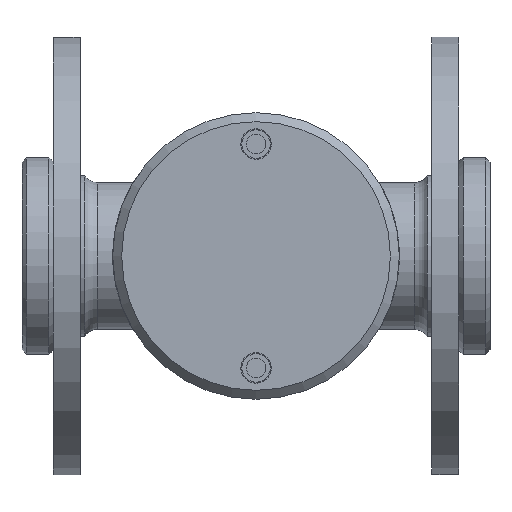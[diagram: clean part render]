
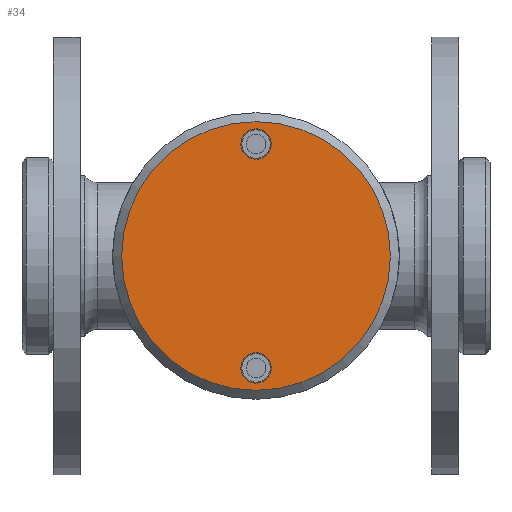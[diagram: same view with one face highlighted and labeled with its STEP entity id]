
A CAD part, front view. The second image highlights one B-rep face of the part: STEP entity #34.
In plain terms, the highlighted planar face has unit normal (0, -1, 0).
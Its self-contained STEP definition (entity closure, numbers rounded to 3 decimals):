
#34 = ADVANCED_FACE ( 'NONE', ( #2081, #65, #974 ), #2728, .F. ) ;
#65 = FACE_BOUND ( 'NONE', #2267, .T. ) ;
#78 = EDGE_LOOP ( 'NONE', ( #747 ) ) ;
#159 = EDGE_LOOP ( 'NONE', ( #855 ) ) ;
#247 = CARTESIAN_POINT ( 'NONE',  ( 0., 0., 0. ) ) ;
#657 = AXIS2_PLACEMENT_3D ( 'NONE', #1079, #832, #2389 ) ;
#682 = CARTESIAN_POINT ( 'NONE',  ( 0., 0., 30. ) ) ;
#747 = ORIENTED_EDGE ( 'NONE', *, *, #1419, .T. ) ;
#832 = DIRECTION ( 'NONE',  ( 0., -1., 0. ) ) ;
#855 = ORIENTED_EDGE ( 'NONE', *, *, #1037, .F. ) ;
#959 = DIRECTION ( 'NONE',  ( 0., 1., 0. ) ) ;
#968 = AXIS2_PLACEMENT_3D ( 'NONE', #1901, #1019, #2786 ) ;
#974 = FACE_BOUND ( 'NONE', #159, .T. ) ;
#1019 = DIRECTION ( 'NONE',  ( 0., -1., 0. ) ) ;
#1037 = EDGE_CURVE ( 'NONE', #1392, #1392, #2167, .T. ) ;
#1079 = CARTESIAN_POINT ( 'NONE',  ( 0., 0., 0. ) ) ;
#1145 = VERTEX_POINT ( 'NONE', #2030 ) ;
#1169 = CARTESIAN_POINT ( 'NONE',  ( 0., 0., -28.175 ) ) ;
#1341 = AXIS2_PLACEMENT_3D ( 'NONE', #247, #959, #1621 ) ;
#1392 = VERTEX_POINT ( 'NONE', #1169 ) ;
#1419 = EDGE_CURVE ( 'NONE', #2245, #2245, #2247, .T. ) ;
#1480 = CIRCLE ( 'NONE', #2211, 3.175 ) ;
#1621 = DIRECTION ( 'NONE',  ( 0., 0., 1. ) ) ;
#1650 = DIRECTION ( 'NONE',  ( 0., 0., -1. ) ) ;
#1792 = EDGE_CURVE ( 'NONE', #1145, #1145, #1480, .T. ) ;
#1901 = CARTESIAN_POINT ( 'NONE',  ( 0., 0., -25. ) ) ;
#1917 = CARTESIAN_POINT ( 'NONE',  ( 0., 0., 25. ) ) ;
#2030 = CARTESIAN_POINT ( 'NONE',  ( 0., 0., 21.825 ) ) ;
#2081 = FACE_OUTER_BOUND ( 'NONE', #78, .T. ) ;
#2167 = CIRCLE ( 'NONE', #968, 3.175 ) ;
#2211 = AXIS2_PLACEMENT_3D ( 'NONE', #1917, #2313, #1650 ) ;
#2245 = VERTEX_POINT ( 'NONE', #682 ) ;
#2247 = CIRCLE ( 'NONE', #657, 30. ) ;
#2267 = EDGE_LOOP ( 'NONE', ( #2531 ) ) ;
#2313 = DIRECTION ( 'NONE',  ( 0., -1., 0. ) ) ;
#2389 = DIRECTION ( 'NONE',  ( 0., 0., 1. ) ) ;
#2531 = ORIENTED_EDGE ( 'NONE', *, *, #1792, .F. ) ;
#2728 = PLANE ( 'NONE',  #1341 ) ;
#2786 = DIRECTION ( 'NONE',  ( 0., 0., -1. ) ) ;
